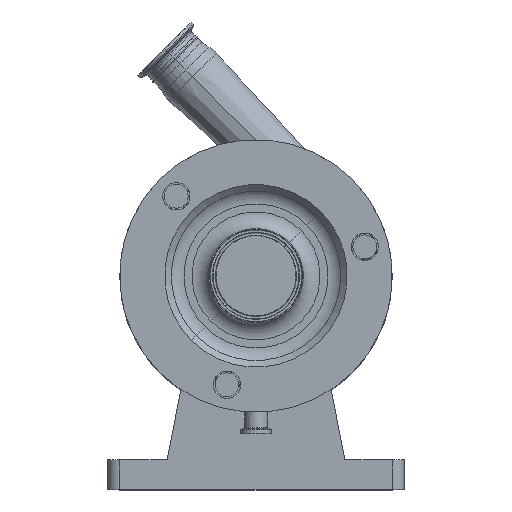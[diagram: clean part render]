
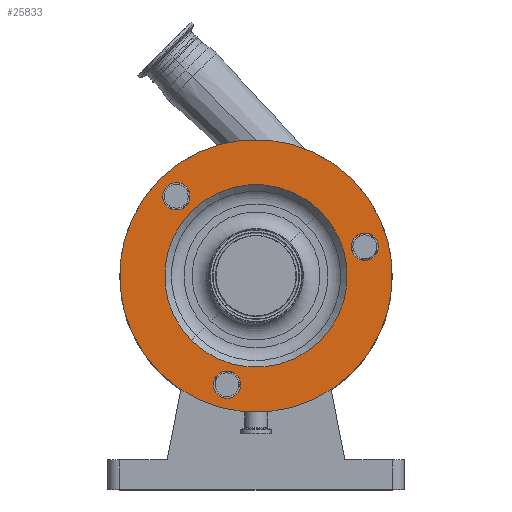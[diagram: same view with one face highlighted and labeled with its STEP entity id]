
A CAD part, top view. The second image highlights one B-rep face of the part: STEP entity #25833.
In plain terms, the highlighted planar face has unit normal (0, 0, 1).
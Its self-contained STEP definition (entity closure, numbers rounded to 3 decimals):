
#5401 = CIRCLE ( 'NONE', #5571, 77. ) ;
#5470 = CARTESIAN_POINT ( 'NONE',  ( 94.739, 13.48, 215. ) ) ;
#5475 = CIRCLE ( 'NONE', #5477, 11.5 ) ;
#5477 = AXIS2_PLACEMENT_3D ( 'NONE', #5537, #5487, #5481 ) ;
#5479 = AXIS2_PLACEMENT_3D ( 'NONE', #5497, #5517, #5516 ) ;
#5481 = DIRECTION ( 'NONE',  ( 0.707, 0.707, 0. ) ) ;
#5487 = DIRECTION ( 'NONE',  ( 0., 0., 1. ) ) ;
#5497 = CARTESIAN_POINT ( 'NONE',  ( -24.588, -91.763, 215. ) ) ;
#5516 = DIRECTION ( 'NONE',  ( -0.966, 0.259, 0. ) ) ;
#5517 = DIRECTION ( 'NONE',  ( 0., 0., 1. ) ) ;
#5519 = CIRCLE ( 'NONE', #5479, 11.5 ) ;
#5537 = CARTESIAN_POINT ( 'NONE',  ( -67.175, 67.175, 215. ) ) ;
#5568 = DIRECTION ( 'NONE',  ( 0.707, 0.707, 0. ) ) ;
#5569 = DIRECTION ( 'NONE',  ( 0., 0., 1. ) ) ;
#5570 = CARTESIAN_POINT ( 'NONE',  ( 0., 0., 215. ) ) ;
#5571 = AXIS2_PLACEMENT_3D ( 'NONE', #5570, #5569, #5568 ) ;
#5733 = CARTESIAN_POINT ( 'NONE',  ( 88.787, 35.696, 215. ) ) ;
#5766 = CARTESIAN_POINT ( 'NONE',  ( -75.307, 59.043, 215. ) ) ;
#5786 = CIRCLE ( 'NONE', #5820, 11.5 ) ;
#5810 = DIRECTION ( 'NONE',  ( 0.259, -0.966, 0. ) ) ;
#5820 = AXIS2_PLACEMENT_3D ( 'NONE', #5824, #5823, #5810 ) ;
#5823 = DIRECTION ( 'NONE',  ( 0., 0., 1. ) ) ;
#5824 = CARTESIAN_POINT ( 'NONE',  ( 91.763, 24.588, 215. ) ) ;
#5878 = CARTESIAN_POINT ( 'NONE',  ( -81.317, -81.317, 215. ) ) ;
#5936 = CARTESIAN_POINT ( 'NONE',  ( -35.696, -88.787, 215. ) ) ;
#5959 = CARTESIAN_POINT ( 'NONE',  ( -59.043, 75.307, 215. ) ) ;
#5960 = CARTESIAN_POINT ( 'NONE',  ( -13.48, -94.739, 215. ) ) ;
#6042 = DIRECTION ( 'NONE',  ( 0., 0., 1. ) ) ;
#6045 = CARTESIAN_POINT ( 'NONE',  ( 0., 0., 215. ) ) ;
#6048 = AXIS2_PLACEMENT_3D ( 'NONE', #6045, #6042, #6052 ) ;
#6052 = DIRECTION ( 'NONE',  ( 0.707, 0.707, 0. ) ) ;
#6053 = CIRCLE ( 'NONE', #6048, 115. ) ;
#6806 = CARTESIAN_POINT ( 'NONE',  ( 81.317, 81.317, 215. ) ) ;
#7679 = FACE_BOUND ( 'NONE', #25835, .T. ) ;
#7681 = CARTESIAN_POINT ( 'NONE',  ( 0., 0., 215. ) ) ;
#7683 = FACE_BOUND ( 'NONE', #25845, .T. ) ;
#7684 = FACE_BOUND ( 'NONE', #25791, .T. ) ;
#7686 = FACE_OUTER_BOUND ( 'NONE', #25945, .T. ) ;
#7688 = FACE_BOUND ( 'NONE', #25832, .T. ) ;
#7696 = CIRCLE ( 'NONE', #7818, 11.5 ) ;
#7711 = CIRCLE ( 'NONE', #7716, 77. ) ;
#7716 = AXIS2_PLACEMENT_3D ( 'NONE', #7681, #7734, #7733 ) ;
#7733 = DIRECTION ( 'NONE',  ( 0.707, 0.707, 0. ) ) ;
#7734 = DIRECTION ( 'NONE',  ( 0., 0., 1. ) ) ;
#7749 = DIRECTION ( 'NONE',  ( 0.707, 0.707, 0. ) ) ;
#7750 = DIRECTION ( 'NONE',  ( 0., 0., 1. ) ) ;
#7788 = CIRCLE ( 'NONE', #7882, 115. ) ;
#7811 = DIRECTION ( 'NONE',  ( 0.259, -0.966, 0. ) ) ;
#7812 = DIRECTION ( 'NONE',  ( 0., 0., 1. ) ) ;
#7813 = CARTESIAN_POINT ( 'NONE',  ( 91.763, 24.588, 215. ) ) ;
#7816 = DIRECTION ( 'NONE',  ( -0.707, -0.707, 0. ) ) ;
#7817 = DIRECTION ( 'NONE',  ( 0., 0., -1. ) ) ;
#7818 = AXIS2_PLACEMENT_3D ( 'NONE', #7813, #7812, #7811 ) ;
#7819 = PLANE ( 'NONE',  #7843 ) ;
#7821 = CARTESIAN_POINT ( 'NONE',  ( -27.577, 27.577, 215. ) ) ;
#7843 = AXIS2_PLACEMENT_3D ( 'NONE', #7821, #7817, #7816 ) ;
#7881 = CARTESIAN_POINT ( 'NONE',  ( 0., 0., 215. ) ) ;
#7882 = AXIS2_PLACEMENT_3D ( 'NONE', #7881, #7750, #7749 ) ;
#7912 = DIRECTION ( 'NONE',  ( 0.707, 0.707, 0. ) ) ;
#7913 = DIRECTION ( 'NONE',  ( 0., 0., 1. ) ) ;
#7914 = AXIS2_PLACEMENT_3D ( 'NONE', #7932, #7913, #7912 ) ;
#7932 = CARTESIAN_POINT ( 'NONE',  ( -67.175, 67.175, 215. ) ) ;
#7934 = DIRECTION ( 'NONE',  ( -0.966, 0.259, 0. ) ) ;
#7935 = DIRECTION ( 'NONE',  ( 0., 0., 1. ) ) ;
#7936 = CARTESIAN_POINT ( 'NONE',  ( -24.588, -91.763, 215. ) ) ;
#7937 = AXIS2_PLACEMENT_3D ( 'NONE', #7936, #7935, #7934 ) ;
#7940 = CIRCLE ( 'NONE', #7937, 11.5 ) ;
#7942 = CIRCLE ( 'NONE', #7914, 11.5 ) ;
#20351 = CARTESIAN_POINT ( 'NONE',  ( -54.447, -54.447, 215. ) ) ;
#20366 = CARTESIAN_POINT ( 'NONE',  ( 54.447, 54.447, 215. ) ) ;
#22458 = EDGE_CURVE ( 'NONE', #22536, #22639, #5475, .T. ) ;
#22459 = EDGE_CURVE ( 'NONE', #22637, #22633, #5519, .T. ) ;
#22461 = VERTEX_POINT ( 'NONE', #5470 ) ;
#22536 = VERTEX_POINT ( 'NONE', #5766 ) ;
#22542 = VERTEX_POINT ( 'NONE', #5733 ) ;
#22543 = EDGE_CURVE ( 'NONE', #22542, #22461, #5786, .T. ) ;
#22597 = EDGE_CURVE ( 'NONE', #22802, #22803, #5401, .T. ) ;
#22623 = VERTEX_POINT ( 'NONE', #5878 ) ;
#22633 = VERTEX_POINT ( 'NONE', #5936 ) ;
#22637 = VERTEX_POINT ( 'NONE', #5960 ) ;
#22639 = VERTEX_POINT ( 'NONE', #5959 ) ;
#22762 = VERTEX_POINT ( 'NONE', #6806 ) ;
#22787 = EDGE_CURVE ( 'NONE', #22762, #22623, #6053, .T. ) ;
#22802 = VERTEX_POINT ( 'NONE', #20351 ) ;
#22803 = VERTEX_POINT ( 'NONE', #20366 ) ;
#25788 = EDGE_CURVE ( 'NONE', #22623, #22762, #7788, .T. ) ;
#25789 = ORIENTED_EDGE ( 'NONE', *, *, #22597, .F. ) ;
#25790 = ORIENTED_EDGE ( 'NONE', *, *, #25788, .T. ) ;
#25791 = EDGE_LOOP ( 'NONE', ( #25804, #25789 ) ) ;
#25804 = ORIENTED_EDGE ( 'NONE', *, *, #25844, .F. ) ;
#25831 = ORIENTED_EDGE ( 'NONE', *, *, #25944, .F. ) ;
#25832 = EDGE_LOOP ( 'NONE', ( #25831, #25947 ) ) ;
#25833 = ADVANCED_FACE ( 'NONE', ( #7683, #7688, #7679, #7686, #7684 ), #7819, .F. ) ;
#25834 = ORIENTED_EDGE ( 'NONE', *, *, #22543, .F. ) ;
#25835 = EDGE_LOOP ( 'NONE', ( #25932, #25839 ) ) ;
#25836 = EDGE_CURVE ( 'NONE', #22461, #22542, #7696, .T. ) ;
#25839 = ORIENTED_EDGE ( 'NONE', *, *, #22458, .F. ) ;
#25844 = EDGE_CURVE ( 'NONE', #22803, #22802, #7711, .T. ) ;
#25845 = EDGE_LOOP ( 'NONE', ( #25933, #25834 ) ) ;
#25932 = ORIENTED_EDGE ( 'NONE', *, *, #25948, .F. ) ;
#25933 = ORIENTED_EDGE ( 'NONE', *, *, #25836, .F. ) ;
#25944 = EDGE_CURVE ( 'NONE', #22633, #22637, #7940, .T. ) ;
#25945 = EDGE_LOOP ( 'NONE', ( #25946, #25790 ) ) ;
#25946 = ORIENTED_EDGE ( 'NONE', *, *, #22787, .T. ) ;
#25947 = ORIENTED_EDGE ( 'NONE', *, *, #22459, .F. ) ;
#25948 = EDGE_CURVE ( 'NONE', #22639, #22536, #7942, .T. ) ;
